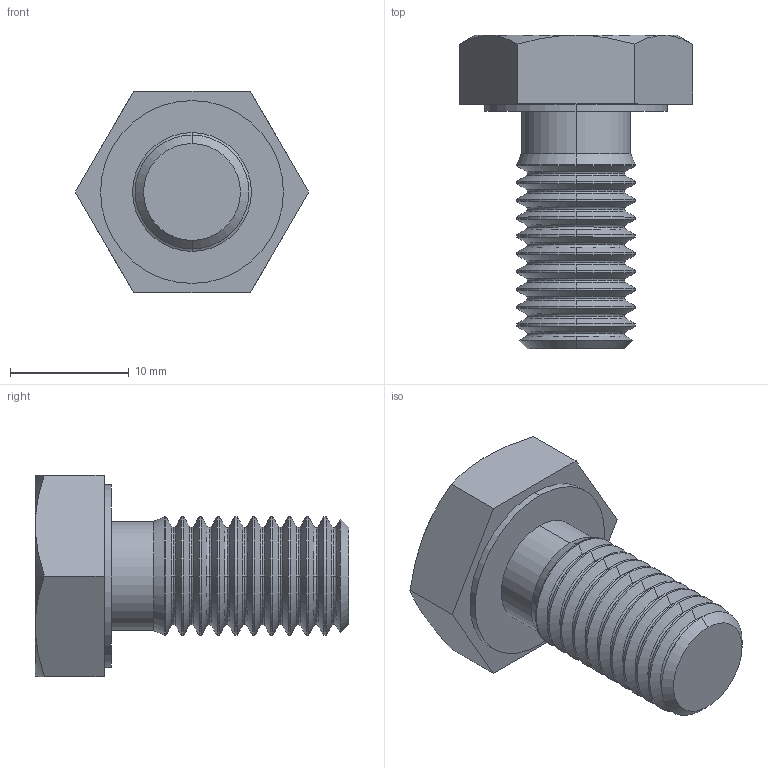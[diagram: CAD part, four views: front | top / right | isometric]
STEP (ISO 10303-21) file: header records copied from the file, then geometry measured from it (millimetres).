
FILE_DESCRIPTION((''),'2;1');
FILE_NAME('39063.stp','2007-07-19T15:07:20',(''),(''),'Mechanical Desktop.R8.0.24.0','Mechanical Desktop.R8.0.24.0',', , ');
FILE_SCHEMA(('CONFIG_CONTROL_DESIGN'));
Length unit declared in the file: millimetre
Products named in the file (2): 39063; SECHSKANTSCHRAUBE - DIN 933 - M10  X 20
Assembly tree (1 placements, depth 2):
  39063
    SECHSKANTSCHRAUBE - DIN 933 - M10  X 20
Bounding box: 19.64 x 26.4 x 17 mm (x, y, z)
Volume: 2860.2 mm3; surface area: 1714.6 mm2
Topology: 1 solids, 1 shells, 120 faces, 282 edges, 166 vertices
Faces by surface type: cone 46, torus 40, cylinder 24, plane 10
Entity records: 3573 total; most frequent: DIRECTION 712, CARTESIAN_POINT 586, ORIENTED_EDGE 564, AXIS2_PLACEMENT_3D 316, EDGE_CURVE 282, CIRCLE 194, VERTEX_POINT 166, EDGE_LOOP 122
